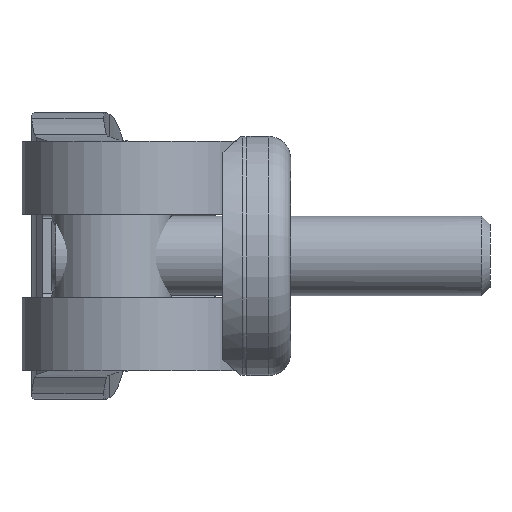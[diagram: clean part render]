
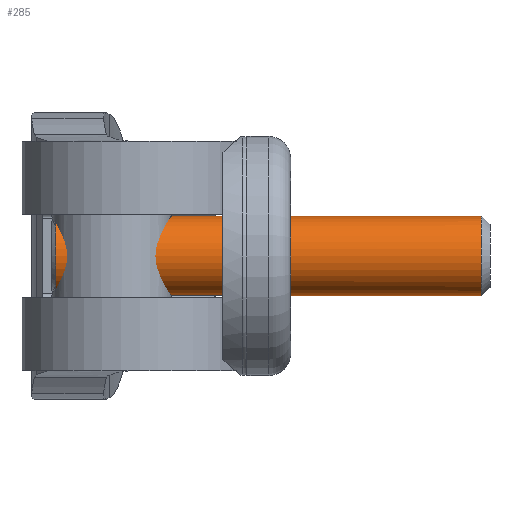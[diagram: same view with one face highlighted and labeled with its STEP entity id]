
A CAD part, left-side view. The second image highlights one B-rep face of the part: STEP entity #285.
In plain terms, the highlighted cylindrical face has radius 2 mm (diameter 4 mm), a full revolution.
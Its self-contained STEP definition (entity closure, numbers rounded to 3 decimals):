
#285 = ADVANCED_FACE( '', ( #553, #554 ), #555, .T. );
#553 = FACE_OUTER_BOUND( '', #836, .T. );
#554 = FACE_OUTER_BOUND( '', #837, .T. );
#555 = CYLINDRICAL_SURFACE( '', #838, 2. );
#836 = EDGE_LOOP( '', ( #1318 ) );
#837 = EDGE_LOOP( '', ( #1319, #1320, #1321, #1322, #1323, #1324, #1325, #1326 ) );
#838 = AXIS2_PLACEMENT_3D( '', #1327, #1328, #1329 );
#1318 = ORIENTED_EDGE( '', *, *, #1819, .F. );
#1319 = ORIENTED_EDGE( '', *, *, #1719, .T. );
#1320 = ORIENTED_EDGE( '', *, *, #1670, .T. );
#1321 = ORIENTED_EDGE( '', *, *, #1820, .F. );
#1322 = ORIENTED_EDGE( '', *, *, #1821, .F. );
#1323 = ORIENTED_EDGE( '', *, *, #1822, .T. );
#1324 = ORIENTED_EDGE( '', *, *, #1823, .F. );
#1325 = ORIENTED_EDGE( '', *, *, #1824, .F. );
#1326 = ORIENTED_EDGE( '', *, *, #1668, .T. );
#1327 = CARTESIAN_POINT( '', ( 0., 15., 0. ) );
#1328 = DIRECTION( '', ( 0., 1., 0. ) );
#1329 = DIRECTION( '', ( 0., 0., -1. ) );
#1668 = EDGE_CURVE( '', #1946, #1944, #1947, .F. );
#1670 = EDGE_CURVE( '', #1940, #1948, #1950, .T. );
#1719 = EDGE_CURVE( '', #1944, #1940, #2033, .T. );
#1819 = EDGE_CURVE( '', #2181, #2181, #2182, .T. );
#1820 = EDGE_CURVE( '', #2183, #1948, #2184, .T. );
#1821 = EDGE_CURVE( '', #2185, #2183, #2186, .T. );
#1822 = EDGE_CURVE( '', #2185, #2187, #2188, .T. );
#1823 = EDGE_CURVE( '', #2189, #2187, #2190, .F. );
#1824 = EDGE_CURVE( '', #1946, #2189, #2191, .T. );
#1940 = VERTEX_POINT( '', #2369 );
#1944 = VERTEX_POINT( '', #2377 );
#1946 = VERTEX_POINT( '', #2382 );
#1947 = LINE( '', #2383, #2384 );
#1948 = VERTEX_POINT( '', #2385 );
#1950 = LINE( '', #2387, #2388 );
#2033 = CIRCLE( '', #2647, 2. );
#2181 = VERTEX_POINT( '', #3031 );
#2182 = CIRCLE( '', #3032, 2. );
#2183 = VERTEX_POINT( '', #3033 );
#2184 = B_SPLINE_CURVE_WITH_KNOTS( '', 3, ( #3034, #3035, #3036, #3037 ), .UNSPECIFIED., .F., .F., ( 4, 4 ), ( 0., 0.001 ), .UNSPECIFIED. );
#2185 = VERTEX_POINT( '', #3038 );
#2186 = LINE( '', #3039, #3040 );
#2187 = VERTEX_POINT( '', #3041 );
#2188 = CIRCLE( '', #3042, 2. );
#2189 = VERTEX_POINT( '', #3043 );
#2190 = LINE( '', #3044, #3045 );
#2191 = B_SPLINE_CURVE_WITH_KNOTS( '', 3, ( #3046, #3047, #3048, #3049 ), .UNSPECIFIED., .F., .F., ( 4, 4 ), ( 0., 0.001 ), .UNSPECIFIED. );
#2369 = CARTESIAN_POINT( '', ( -1.96, 21.786, 0.4 ) );
#2377 = CARTESIAN_POINT( '', ( 1.96, 21.786, 0.4 ) );
#2382 = CARTESIAN_POINT( '', ( 1.96, 20.561, 0.4 ) );
#2383 = CARTESIAN_POINT( '', ( 1.96, 15., 0.4 ) );
#2384 = VECTOR( '', #3243, 1000. );
#2385 = CARTESIAN_POINT( '', ( -1.96, 20.561, 0.4 ) );
#2387 = CARTESIAN_POINT( '', ( -1.96, 15., 0.4 ) );
#2388 = VECTOR( '', #3247, 1000. );
#2647 = AXIS2_PLACEMENT_3D( '', #3274, #3275, #3276 );
#3031 = CARTESIAN_POINT( '', ( 0., 0.43, -2. ) );
#3032 = AXIS2_PLACEMENT_3D( '', #3390, #3391, #3392 );
#3033 = CARTESIAN_POINT( '', ( -1.96, 20.561, -0.4 ) );
#3034 = CARTESIAN_POINT( '', ( -1.96, 20.561, -0.4 ) );
#3035 = CARTESIAN_POINT( '', ( -2.014, 20.564, -0.135 ) );
#3036 = CARTESIAN_POINT( '', ( -2.014, 20.564, 0.135 ) );
#3037 = CARTESIAN_POINT( '', ( -1.96, 20.561, 0.4 ) );
#3038 = CARTESIAN_POINT( '', ( -1.96, 21.786, -0.4 ) );
#3039 = CARTESIAN_POINT( '', ( -1.96, 15., -0.4 ) );
#3040 = VECTOR( '', #3393, 1000. );
#3041 = CARTESIAN_POINT( '', ( 1.96, 21.786, -0.4 ) );
#3042 = AXIS2_PLACEMENT_3D( '', #3394, #3395, #3396 );
#3043 = CARTESIAN_POINT( '', ( 1.96, 20.561, -0.4 ) );
#3044 = CARTESIAN_POINT( '', ( 1.96, 15., -0.4 ) );
#3045 = VECTOR( '', #3397, 1000. );
#3046 = CARTESIAN_POINT( '', ( 1.96, 20.561, 0.4 ) );
#3047 = CARTESIAN_POINT( '', ( 2.014, 20.564, 0.135 ) );
#3048 = CARTESIAN_POINT( '', ( 2.014, 20.564, -0.135 ) );
#3049 = CARTESIAN_POINT( '', ( 1.96, 20.561, -0.4 ) );
#3243 = DIRECTION( '', ( 0., -1., 0. ) );
#3247 = DIRECTION( '', ( 0., -1., 0. ) );
#3274 = CARTESIAN_POINT( '', ( 0., 21.786, 0. ) );
#3275 = DIRECTION( '', ( 0., -1., 0. ) );
#3276 = DIRECTION( '', ( 0., 0., -1. ) );
#3390 = CARTESIAN_POINT( '', ( 0., 0.43, 0. ) );
#3391 = DIRECTION( '', ( 0., -1., 0. ) );
#3392 = DIRECTION( '', ( 0., 0., -1. ) );
#3393 = DIRECTION( '', ( 0., -1., 0. ) );
#3394 = CARTESIAN_POINT( '', ( 0., 21.786, 0. ) );
#3395 = DIRECTION( '', ( 0., -1., 0. ) );
#3396 = DIRECTION( '', ( 0., 0., -1. ) );
#3397 = DIRECTION( '', ( 0., -1., 0. ) );
